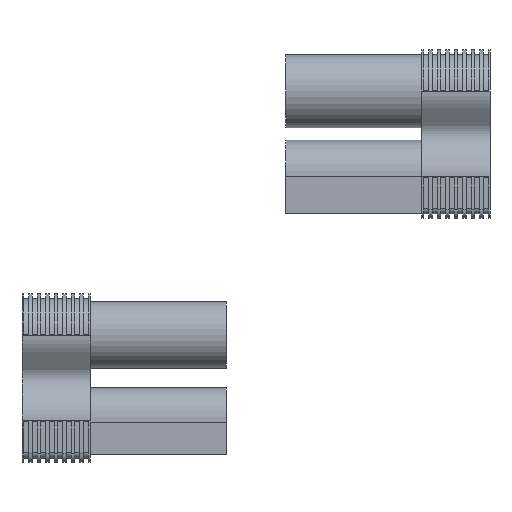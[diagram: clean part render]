
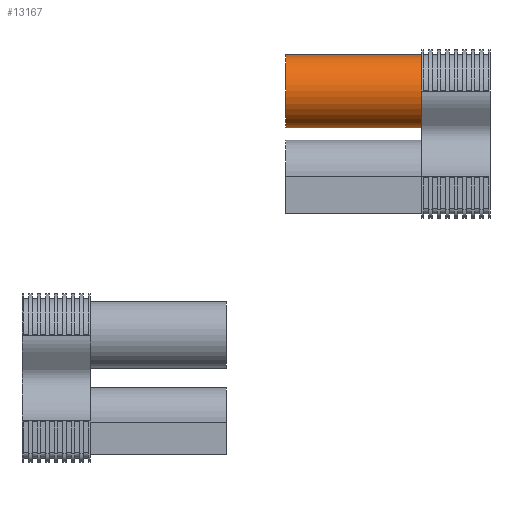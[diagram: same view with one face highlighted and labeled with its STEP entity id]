
A CAD part, front view. The second image highlights one B-rep face of the part: STEP entity #13167.
In plain terms, the highlighted cylindrical face has radius 4.3 mm (diameter 8.6 mm), a full revolution.
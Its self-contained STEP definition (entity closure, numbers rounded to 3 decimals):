
#425=FACE_BOUND('',#2188,.T.);
#922=CYLINDRICAL_SURFACE('',#14094,4.3);
#1439=FACE_OUTER_BOUND('',#2187,.T.);
#2187=EDGE_LOOP('',(#11016,#11017,#11018,#11019));
#2188=EDGE_LOOP('',(#11020,#11021,#11022,#11023));
#2595=CIRCLE('',#14046,4.3);
#2596=CIRCLE('',#14050,4.3);
#2611=CIRCLE('',#14095,4.3);
#2612=CIRCLE('',#14096,4.3);
#3488=LINE('',#23294,#4716);
#3494=LINE('',#23307,#4722);
#3549=LINE('',#23454,#4777);
#4716=VECTOR('',#16275,10.);
#4722=VECTOR('',#16289,10.);
#4777=VECTOR('',#16432,4.3);
#5994=VERTEX_POINT('',#23284);
#5995=VERTEX_POINT('',#23285);
#5998=VERTEX_POINT('',#23293);
#6001=VERTEX_POINT('',#23303);
#6048=VERTEX_POINT('',#23451);
#6049=VERTEX_POINT('',#23453);
#7702=EDGE_CURVE('',#5994,#5995,#2595,.T.);
#7706=EDGE_CURVE('',#5995,#5998,#3488,.T.);
#7711=EDGE_CURVE('',#5998,#6001,#2596,.T.);
#7713=EDGE_CURVE('',#6001,#5994,#3494,.T.);
#7782=EDGE_CURVE('',#6048,#6048,#2611,.T.);
#7783=EDGE_CURVE('',#6048,#6049,#3549,.T.);
#7784=EDGE_CURVE('',#6049,#6049,#2612,.T.);
#11016=ORIENTED_EDGE('',*,*,#7782,.F.);
#11017=ORIENTED_EDGE('',*,*,#7783,.T.);
#11018=ORIENTED_EDGE('',*,*,#7784,.T.);
#11019=ORIENTED_EDGE('',*,*,#7783,.F.);
#11020=ORIENTED_EDGE('',*,*,#7711,.T.);
#11021=ORIENTED_EDGE('',*,*,#7713,.T.);
#11022=ORIENTED_EDGE('',*,*,#7702,.T.);
#11023=ORIENTED_EDGE('',*,*,#7706,.T.);
#13167=ADVANCED_FACE('',(#1439,#425),#922,.T.);
#14046=AXIS2_PLACEMENT_3D('',#23286,#16268,#16269);
#14050=AXIS2_PLACEMENT_3D('',#23304,#16284,#16285);
#14094=AXIS2_PLACEMENT_3D('',#23450,#16428,#16429);
#14095=AXIS2_PLACEMENT_3D('',#23452,#16430,#16431);
#14096=AXIS2_PLACEMENT_3D('',#23455,#16433,#16434);
#16268=DIRECTION('center_axis',(-1.,0.,0.));
#16269=DIRECTION('ref_axis',(0.,0.,
-1.));
#16275=DIRECTION('',(1.,0.,0.));
#16284=DIRECTION('center_axis',(1.,0.,0.));
#16285=DIRECTION('ref_axis',(0.,0.,
-1.));
#16289=DIRECTION('',(-1.,0.,0.));
#16428=DIRECTION('center_axis',(1.,0.,0.));
#16429=DIRECTION('ref_axis',(0.,0.,
-1.));
#16430=DIRECTION('center_axis',(1.,0.,0.));
#16431=DIRECTION('ref_axis',(0.,0.,
-1.));
#16432=DIRECTION('',(-1.,0.,0.));
#16433=DIRECTION('center_axis',(1.,0.,0.));
#16434=DIRECTION('ref_axis',(0.,0.,
-1.));
#23284=CARTESIAN_POINT('',(45.069,-7.894,1.216));
#23285=CARTESIAN_POINT('',(45.069,-7.875,-1.784));
#23286=CARTESIAN_POINT('Origin',(45.069,-11.915,-0.309));
#23293=CARTESIAN_POINT('',(48.069,-7.875,-1.784));
#23294=CARTESIAN_POINT('',(36.019,-7.875,-1.784));
#23303=CARTESIAN_POINT('',(48.069,-7.894,1.216));
#23304=CARTESIAN_POINT('Origin',(48.069,-11.915,-0.309));
#23307=CARTESIAN_POINT('',(36.019,-7.894,1.216));
#23450=CARTESIAN_POINT('Origin',(36.019,-11.915,-0.309));
#23451=CARTESIAN_POINT('',(52.019,-11.915,3.991));
#23452=CARTESIAN_POINT('Origin',(52.019,-11.915,-0.309));
#23453=CARTESIAN_POINT('',(36.019,-11.915,3.991));
#23454=CARTESIAN_POINT('',(36.019,-11.915,3.991));
#23455=CARTESIAN_POINT('Origin',(36.019,-11.915,-0.309));
